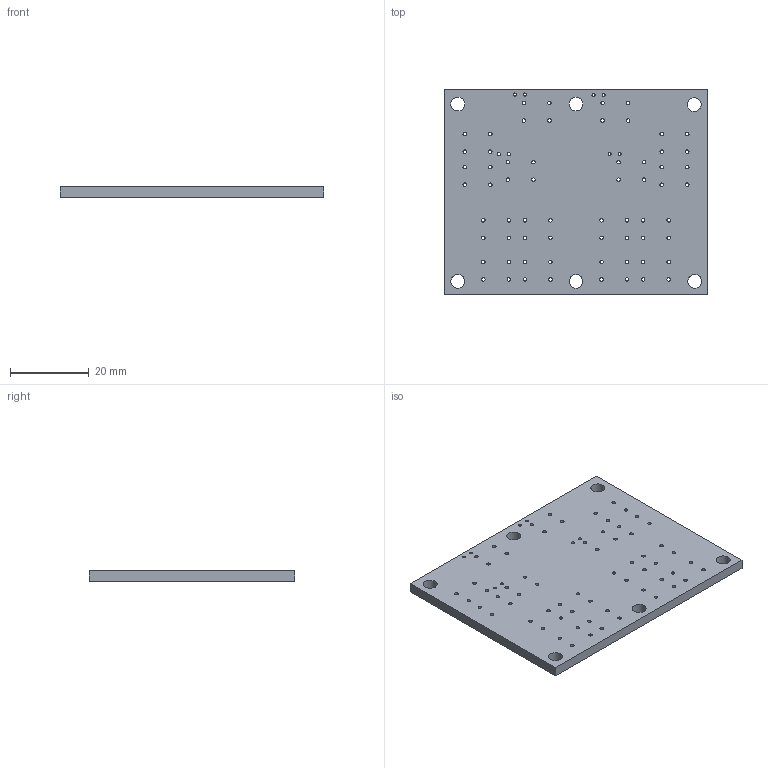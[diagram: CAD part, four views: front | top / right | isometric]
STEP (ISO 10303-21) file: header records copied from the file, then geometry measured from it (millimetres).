
FILE_DESCRIPTION(('Open CASCADE Model'),'2;1');
FILE_NAME('Open CASCADE Shape Model','2023-02-14T13:58:10',('Author'),( 'Open CASCADE'),'Open CASCADE STEP processor 6.8','Open CASCADE 6.8' ,'Unknown');
FILE_SCHEMA(('AUTOMOTIVE_DESIGN { 1 0 10303 214 1 1 1 1 }'));
Length unit declared in the file: millimetre
Products named in the file (3): PCB; Board; Open CASCADE STEP translator 6.8 1.1.1
Assembly tree (2 placements, depth 3):
  PCB
    Board
      Open CASCADE STEP translator 6.8 1.1.1
Bounding box: 66.8 x 52.2 x 2.56 mm (x, y, z)
Volume: 8648.3 mm3; surface area: 8058.7 mm2
Topology: 1 solids, 1 shells, 84 faces, 246 edges, 164 vertices
Faces by surface type: cylinder 78, plane 6
Full cylindrical faces by diameter (mm): 0.787 x8, 0.9 x64, 3.5 x6
Entity records: 3255 total; most frequent: DIRECTION 576, CARTESIAN_POINT 497, ORIENTED_EDGE 492, EDGE_CURVE 246, AXIS2_PLACEMENT_3D 243, FACE_BOUND 240, EDGE_LOOP 240, VERTEX_POINT 164
